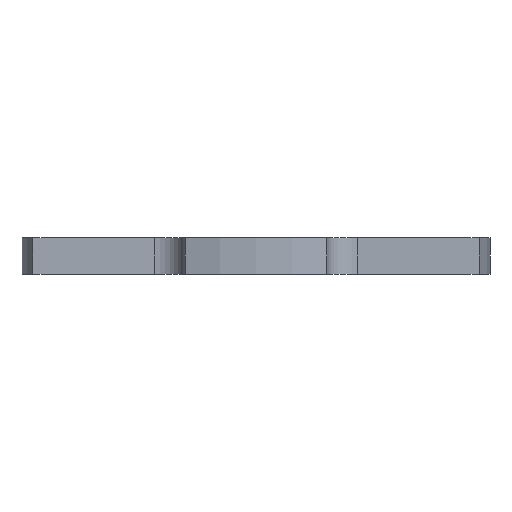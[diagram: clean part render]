
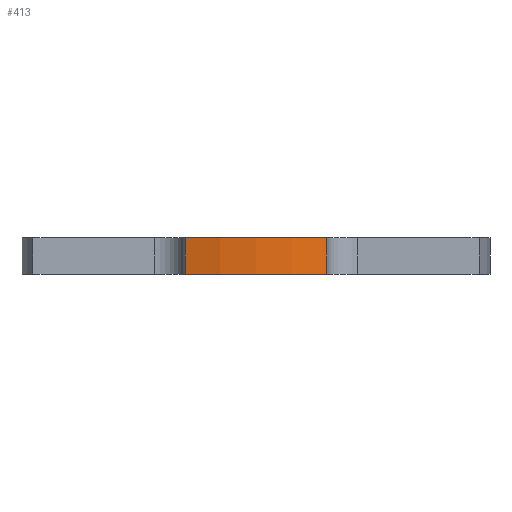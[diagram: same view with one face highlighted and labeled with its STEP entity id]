
A CAD part, front view. The second image highlights one B-rep face of the part: STEP entity #413.
In plain terms, the highlighted cylindrical face has radius 38 mm (diameter 76 mm), a partial arc.
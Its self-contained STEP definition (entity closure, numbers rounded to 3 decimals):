
#2 = DIRECTION ( 'NONE',  ( -1., 0., 0. ) ) ;
#8 = AXIS2_PLACEMENT_3D ( 'NONE', #968, #478, #2 ) ;
#12 = AXIS2_PLACEMENT_3D ( 'NONE', #159, #74, #635 ) ;
#23 = CARTESIAN_POINT ( 'NONE',  ( -11.5, -36.218, 6. ) ) ;
#25 = VECTOR ( 'NONE', #372, 1000. ) ;
#38 = CARTESIAN_POINT ( 'NONE',  ( 11.5, -36.218, 6. ) ) ;
#73 = VECTOR ( 'NONE', #524, 1000. ) ;
#74 = DIRECTION ( 'NONE',  ( 0., 0., 1. ) ) ;
#88 = EDGE_CURVE ( 'NONE', #205, #1009, #113, .T. ) ;
#95 = ORIENTED_EDGE ( 'NONE', *, *, #88, .T. ) ;
#113 = LINE ( 'NONE', #23, #73 ) ;
#159 = CARTESIAN_POINT ( 'NONE',  ( 0., 0., 6. ) ) ;
#205 = VERTEX_POINT ( 'NONE', #941 ) ;
#269 = CARTESIAN_POINT ( 'NONE',  ( 0., 0., 0. ) ) ;
#283 = AXIS2_PLACEMENT_3D ( 'NONE', #269, #354, #1011 ) ;
#302 = EDGE_CURVE ( 'NONE', #899, #989, #776, .T. ) ;
#318 = CYLINDRICAL_SURFACE ( 'NONE', #8, 38. ) ;
#346 = CARTESIAN_POINT ( 'NONE',  ( -11.5, -36.218, 0. ) ) ;
#354 = DIRECTION ( 'NONE',  ( 0., 0., 1. ) ) ;
#372 = DIRECTION ( 'NONE',  ( 0., 0., -1. ) ) ;
#400 = CARTESIAN_POINT ( 'NONE',  ( 11.5, -36.218, 6. ) ) ;
#413 = ADVANCED_FACE ( 'NONE', ( #739 ), #318, .T. ) ;
#477 = CIRCLE ( 'NONE', #12, 38. ) ;
#478 = DIRECTION ( 'NONE',  ( 0., 0., -1. ) ) ;
#499 = EDGE_CURVE ( 'NONE', #1009, #989, #609, .T. ) ;
#524 = DIRECTION ( 'NONE',  ( 0., 0., -1. ) ) ;
#583 = EDGE_LOOP ( 'NONE', ( #844, #991, #639, #95 ) ) ;
#609 = CIRCLE ( 'NONE', #283, 38. ) ;
#635 = DIRECTION ( 'NONE',  ( 1., 0., 0. ) ) ;
#639 = ORIENTED_EDGE ( 'NONE', *, *, #930, .F. ) ;
#739 = FACE_OUTER_BOUND ( 'NONE', #583, .T. ) ;
#776 = LINE ( 'NONE', #38, #25 ) ;
#844 = ORIENTED_EDGE ( 'NONE', *, *, #499, .T. ) ;
#899 = VERTEX_POINT ( 'NONE', #400 ) ;
#915 = CARTESIAN_POINT ( 'NONE',  ( 11.5, -36.218, 0. ) ) ;
#930 = EDGE_CURVE ( 'NONE', #205, #899, #477, .T. ) ;
#941 = CARTESIAN_POINT ( 'NONE',  ( -11.5, -36.218, 6. ) ) ;
#968 = CARTESIAN_POINT ( 'NONE',  ( 0., 0., 6. ) ) ;
#989 = VERTEX_POINT ( 'NONE', #915 ) ;
#991 = ORIENTED_EDGE ( 'NONE', *, *, #302, .F. ) ;
#1009 = VERTEX_POINT ( 'NONE', #346 ) ;
#1011 = DIRECTION ( 'NONE',  ( 1., 0., 0. ) ) ;
